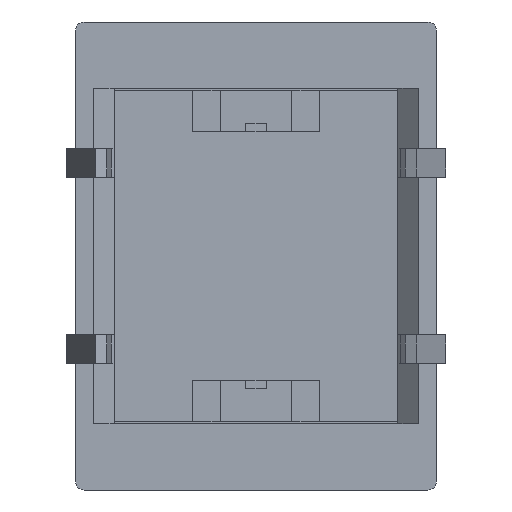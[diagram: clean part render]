
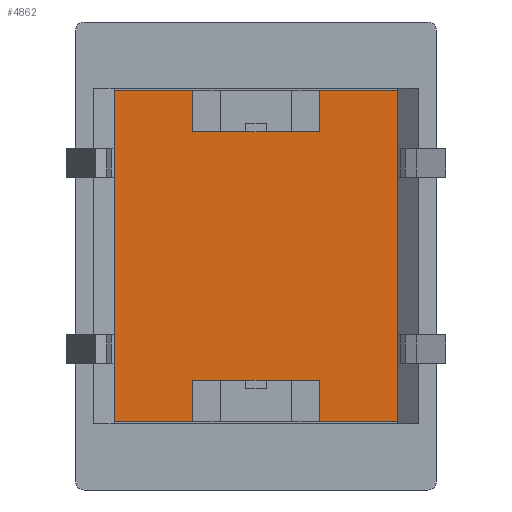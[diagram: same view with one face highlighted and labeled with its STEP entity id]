
A CAD part, front view. The second image highlights one B-rep face of the part: STEP entity #4862.
In plain terms, the highlighted planar face has unit normal (0, -1, 0).
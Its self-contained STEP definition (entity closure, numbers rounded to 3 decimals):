
#22 = EDGE_CURVE ( 'NONE', #3635, #949, #5634, .T. ) ;
#37 = VERTEX_POINT ( 'NONE', #1374 ) ;
#73 = CARTESIAN_POINT ( 'NONE',  ( 1.533, 0., -3. ) ) ;
#74 = LINE ( 'NONE', #1850, #902 ) ;
#80 = VERTEX_POINT ( 'NONE', #554 ) ;
#111 = DIRECTION ( 'NONE',  ( 0., 1., 0. ) ) ;
#148 = VECTOR ( 'NONE', #896, 1000. ) ;
#257 = CARTESIAN_POINT ( 'NONE',  ( 1.533, 0., -3. ) ) ;
#466 = LINE ( 'NONE', #4087, #617 ) ;
#478 = ORIENTED_EDGE ( 'NONE', *, *, #4278, .F. ) ;
#513 = DIRECTION ( 'NONE',  ( 1., 0., 0. ) ) ;
#547 = DIRECTION ( 'NONE',  ( 0., 0., 1. ) ) ;
#554 = CARTESIAN_POINT ( 'NONE',  ( 1.533, 0., -4. ) ) ;
#617 = VECTOR ( 'NONE', #513, 1000. ) ;
#716 = VERTEX_POINT ( 'NONE', #3196 ) ;
#799 = CARTESIAN_POINT ( 'NONE',  ( -1.533, 0., -3. ) ) ;
#862 = CARTESIAN_POINT ( 'NONE',  ( -1.533, 0., -3. ) ) ;
#876 = CARTESIAN_POINT ( 'NONE',  ( -1.533, 0., 3. ) ) ;
#889 = EDGE_CURVE ( 'NONE', #2175, #37, #74, .T. ) ;
#896 = DIRECTION ( 'NONE',  ( 0., 0., 1. ) ) ;
#902 = VECTOR ( 'NONE', #2698, 1000. ) ;
#949 = VERTEX_POINT ( 'NONE', #3816 ) ;
#1052 = LINE ( 'NONE', #3600, #2445 ) ;
#1107 = VECTOR ( 'NONE', #5299, 1000. ) ;
#1181 = VERTEX_POINT ( 'NONE', #1922 ) ;
#1193 = CARTESIAN_POINT ( 'NONE',  ( 0.25, 0., 3. ) ) ;
#1212 = ORIENTED_EDGE ( 'NONE', *, *, #889, .F. ) ;
#1229 = EDGE_CURVE ( 'NONE', #4398, #5028, #1052, .T. ) ;
#1239 = CARTESIAN_POINT ( 'NONE',  ( 1.533, 0., 3. ) ) ;
#1276 = CARTESIAN_POINT ( 'NONE',  ( 1.533, 0., 4. ) ) ;
#1317 = ORIENTED_EDGE ( 'NONE', *, *, #5192, .T. ) ;
#1319 = DIRECTION ( 'NONE',  ( 1., 0., 0. ) ) ;
#1374 = CARTESIAN_POINT ( 'NONE',  ( 3.425, 0., -4. ) ) ;
#1383 = VERTEX_POINT ( 'NONE', #5649 ) ;
#1421 = LINE ( 'NONE', #3263, #2559 ) ;
#1436 = ORIENTED_EDGE ( 'NONE', *, *, #4141, .F. ) ;
#1446 = DIRECTION ( 'NONE',  ( 0., 0., 1. ) ) ;
#1450 = EDGE_CURVE ( 'NONE', #3052, #2175, #2708, .T. ) ;
#1485 = CARTESIAN_POINT ( 'NONE',  ( 3.425, 0., 4. ) ) ;
#1544 = ORIENTED_EDGE ( 'NONE', *, *, #3213, .F. ) ;
#1554 = ORIENTED_EDGE ( 'NONE', *, *, #1229, .F. ) ;
#1662 = CARTESIAN_POINT ( 'NONE',  ( -3.425, 0., -4. ) ) ;
#1724 = LINE ( 'NONE', #799, #2114 ) ;
#1743 = VECTOR ( 'NONE', #4125, 1000. ) ;
#1773 = EDGE_CURVE ( 'NONE', #2321, #716, #2235, .T. ) ;
#1836 = DIRECTION ( 'NONE',  ( -1., 0., 0. ) ) ;
#1850 = CARTESIAN_POINT ( 'NONE',  ( 3.425, 0., -4. ) ) ;
#1875 = ORIENTED_EDGE ( 'NONE', *, *, #2061, .F. ) ;
#1922 = CARTESIAN_POINT ( 'NONE',  ( 1.533, 0., -3. ) ) ;
#2028 = VECTOR ( 'NONE', #3517, 1000. ) ;
#2061 = EDGE_CURVE ( 'NONE', #3842, #716, #3485, .T. ) ;
#2072 = VERTEX_POINT ( 'NONE', #5657 ) ;
#2100 = CARTESIAN_POINT ( 'NONE',  ( -1.533, 0., -4. ) ) ;
#2110 = VECTOR ( 'NONE', #1319, 1000. ) ;
#2114 = VECTOR ( 'NONE', #5222, 1000. ) ;
#2118 = AXIS2_PLACEMENT_3D ( 'NONE', #4089, #111, #1446 ) ;
#2175 = VERTEX_POINT ( 'NONE', #1485 ) ;
#2177 = CARTESIAN_POINT ( 'NONE',  ( 1.533, 0., -3. ) ) ;
#2235 = LINE ( 'NONE', #2422, #148 ) ;
#2243 = DIRECTION ( 'NONE',  ( 1., 0., 0. ) ) ;
#2296 = VECTOR ( 'NONE', #4710, 1000. ) ;
#2303 = LINE ( 'NONE', #2177, #2554 ) ;
#2321 = VERTEX_POINT ( 'NONE', #3009 ) ;
#2325 = PLANE ( 'NONE',  #2118 ) ;
#2422 = CARTESIAN_POINT ( 'NONE',  ( -1.533, 0., 3. ) ) ;
#2445 = VECTOR ( 'NONE', #2714, 1000. ) ;
#2498 = VECTOR ( 'NONE', #4531, 1000. ) ;
#2554 = VECTOR ( 'NONE', #1836, 1000. ) ;
#2556 = ORIENTED_EDGE ( 'NONE', *, *, #22, .F. ) ;
#2559 = VECTOR ( 'NONE', #547, 1000. ) ;
#2698 = DIRECTION ( 'NONE',  ( 0., 0., -1. ) ) ;
#2705 = EDGE_CURVE ( 'NONE', #2072, #1383, #2303, .T. ) ;
#2708 = LINE ( 'NONE', #4090, #3610 ) ;
#2714 = DIRECTION ( 'NONE',  ( 1., 0., 0. ) ) ;
#2729 = LINE ( 'NONE', #5014, #2498 ) ;
#2963 = EDGE_CURVE ( 'NONE', #4295, #3052, #3358, .T. ) ;
#2982 = ORIENTED_EDGE ( 'NONE', *, *, #3156, .F. ) ;
#3009 = CARTESIAN_POINT ( 'NONE',  ( -1.533, 0., 3. ) ) ;
#3052 = VERTEX_POINT ( 'NONE', #1276 ) ;
#3156 = EDGE_CURVE ( 'NONE', #2321, #4398, #466, .T. ) ;
#3160 = LINE ( 'NONE', #876, #2028 ) ;
#3161 = DIRECTION ( 'NONE',  ( -1., 0., 0. ) ) ;
#3166 = LINE ( 'NONE', #73, #1743 ) ;
#3196 = CARTESIAN_POINT ( 'NONE',  ( -1.533, 0., 4. ) ) ;
#3213 = EDGE_CURVE ( 'NONE', #949, #3842, #1421, .T. ) ;
#3263 = CARTESIAN_POINT ( 'NONE',  ( -3.425, 0., -4. ) ) ;
#3331 = DIRECTION ( 'NONE',  ( -1., 0., 0. ) ) ;
#3358 = LINE ( 'NONE', #5125, #2296 ) ;
#3400 = ORIENTED_EDGE ( 'NONE', *, *, #2963, .F. ) ;
#3425 = ORIENTED_EDGE ( 'NONE', *, *, #3830, .F. ) ;
#3485 = LINE ( 'NONE', #4860, #2110 ) ;
#3517 = DIRECTION ( 'NONE',  ( 1., 0., 0. ) ) ;
#3534 = CARTESIAN_POINT ( 'NONE',  ( -3.425, 0., -4. ) ) ;
#3593 = LINE ( 'NONE', #3534, #1107 ) ;
#3600 = CARTESIAN_POINT ( 'NONE',  ( -1.533, 0., 3. ) ) ;
#3610 = VECTOR ( 'NONE', #2243, 1000. ) ;
#3635 = VERTEX_POINT ( 'NONE', #2100 ) ;
#3816 = CARTESIAN_POINT ( 'NONE',  ( -3.425, 0., -4. ) ) ;
#3830 = EDGE_CURVE ( 'NONE', #5028, #4295, #3160, .T. ) ;
#3842 = VERTEX_POINT ( 'NONE', #4941 ) ;
#3972 = FACE_OUTER_BOUND ( 'NONE', #4054, .T. ) ;
#4054 = EDGE_LOOP ( 'NONE', ( #4492, #1317, #1436, #1212, #4843, #3400, #3425, #1554, #2982, #5256, #1875, #1544, #2556, #5244, #478, #5279 ) ) ;
#4087 = CARTESIAN_POINT ( 'NONE',  ( -1.533, 0., 3. ) ) ;
#4089 = CARTESIAN_POINT ( 'NONE',  ( 0., 0., 0. ) ) ;
#4090 = CARTESIAN_POINT ( 'NONE',  ( -3.425, 0., 4. ) ) ;
#4125 = DIRECTION ( 'NONE',  ( -1., 0., 0. ) ) ;
#4126 = VECTOR ( 'NONE', #3161, 1000. ) ;
#4141 = EDGE_CURVE ( 'NONE', #37, #80, #3593, .T. ) ;
#4278 = EDGE_CURVE ( 'NONE', #1383, #5690, #4702, .T. ) ;
#4295 = VERTEX_POINT ( 'NONE', #1239 ) ;
#4398 = VERTEX_POINT ( 'NONE', #5314 ) ;
#4492 = ORIENTED_EDGE ( 'NONE', *, *, #4725, .F. ) ;
#4525 = VECTOR ( 'NONE', #3331, 1000. ) ;
#4531 = DIRECTION ( 'NONE',  ( 0., 0., -1. ) ) ;
#4606 = EDGE_CURVE ( 'NONE', #5690, #3635, #1724, .T. ) ;
#4702 = LINE ( 'NONE', #257, #4525 ) ;
#4710 = DIRECTION ( 'NONE',  ( 0., 0., 1. ) ) ;
#4725 = EDGE_CURVE ( 'NONE', #1181, #2072, #3166, .T. ) ;
#4843 = ORIENTED_EDGE ( 'NONE', *, *, #1450, .F. ) ;
#4860 = CARTESIAN_POINT ( 'NONE',  ( -3.425, 0., 4. ) ) ;
#4862 = ADVANCED_FACE ( 'NONE', ( #3972 ), #2325, .F. ) ;
#4941 = CARTESIAN_POINT ( 'NONE',  ( -3.425, 0., 4. ) ) ;
#5014 = CARTESIAN_POINT ( 'NONE',  ( 1.533, 0., -3. ) ) ;
#5028 = VERTEX_POINT ( 'NONE', #1193 ) ;
#5125 = CARTESIAN_POINT ( 'NONE',  ( 1.533, 0., 3. ) ) ;
#5192 = EDGE_CURVE ( 'NONE', #1181, #80, #2729, .T. ) ;
#5222 = DIRECTION ( 'NONE',  ( 0., 0., -1. ) ) ;
#5244 = ORIENTED_EDGE ( 'NONE', *, *, #4606, .F. ) ;
#5256 = ORIENTED_EDGE ( 'NONE', *, *, #1773, .T. ) ;
#5279 = ORIENTED_EDGE ( 'NONE', *, *, #2705, .F. ) ;
#5299 = DIRECTION ( 'NONE',  ( -1., 0., 0. ) ) ;
#5314 = CARTESIAN_POINT ( 'NONE',  ( -0.25, 0., 3. ) ) ;
#5634 = LINE ( 'NONE', #1662, #4126 ) ;
#5649 = CARTESIAN_POINT ( 'NONE',  ( -0.25, 0., -3. ) ) ;
#5657 = CARTESIAN_POINT ( 'NONE',  ( 0.25, 0., -3. ) ) ;
#5690 = VERTEX_POINT ( 'NONE', #862 ) ;
